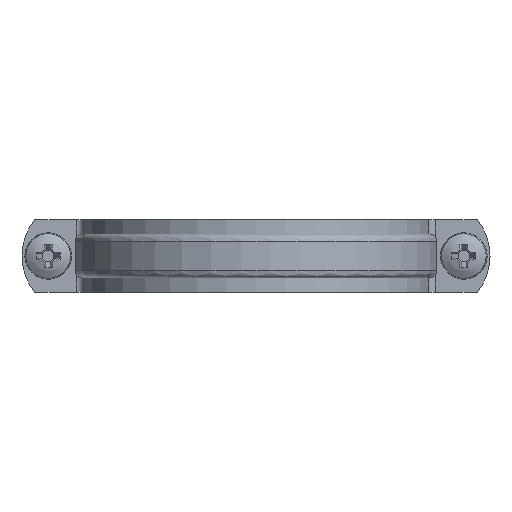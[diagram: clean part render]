
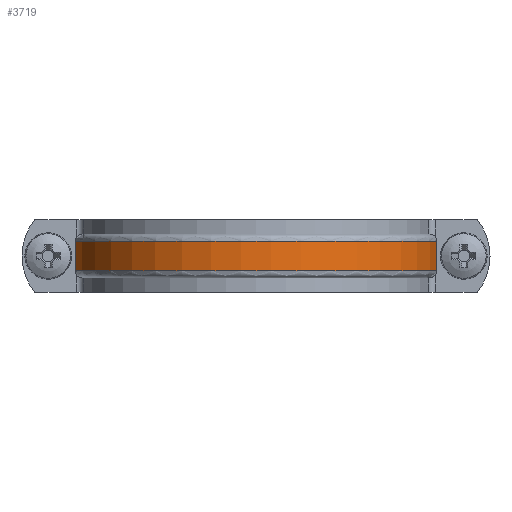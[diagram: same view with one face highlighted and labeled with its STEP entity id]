
A CAD part, front view. The second image highlights one B-rep face of the part: STEP entity #3719.
In plain terms, the highlighted cylindrical face has radius 63 mm (diameter 126 mm), a partial arc.
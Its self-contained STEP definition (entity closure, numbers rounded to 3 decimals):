
#3656=CARTESIAN_POINT('',(62.201,-10.,-5.0));
#3657=VERTEX_POINT('',#3656);
#3667=CARTESIAN_POINT('',(-62.201,-10.,-5.0));
#3668=VERTEX_POINT('',#3667);
#3669=CARTESIAN_POINT('',(0.0,0.0,-5.0));
#3670=DIRECTION('',(0.0,0.0,-1.0));
#3671=DIRECTION('',(0.,-1.0,0.0));
#3672=AXIS2_PLACEMENT_3D('',#3669,#3670,#3671);
#3673=CIRCLE('',#3672,63.);
#3674=EDGE_CURVE('',#3657,#3668,#3673,.T.);
#3688=CARTESIAN_POINT('',(0.0,0.0,0.));
#3689=DIRECTION('',(0.0,0.0,1.0));
#3690=DIRECTION('',(0.0,-1.0,0.0));
#3691=AXIS2_PLACEMENT_3D('',#3688,#3689,#3690);
#3692=CYLINDRICAL_SURFACE('',#3691,63.);
#3693=ORIENTED_EDGE('',*,*,#3674,.F.);
#3694=CARTESIAN_POINT('',(62.201,-10.,5.));
#3695=VERTEX_POINT('',#3694);
#3696=CARTESIAN_POINT('',(62.201,-10.,5.));
#3697=DIRECTION('',(0.0,0.0,-1.0));
#3698=VECTOR('',#3697,10.);
#3699=LINE('',#3696,#3698);
#3700=EDGE_CURVE('',#3695,#3657,#3699,.T.);
#3701=ORIENTED_EDGE('',*,*,#3700,.F.);
#3702=CARTESIAN_POINT('',(-62.201,-10.,5.));
#3703=VERTEX_POINT('',#3702);
#3704=CARTESIAN_POINT('',(0.0,0.0,5.));
#3705=DIRECTION('',(0.0,0.0,1.0));
#3706=DIRECTION('',(0.,-1.0,0.0));
#3707=AXIS2_PLACEMENT_3D('',#3704,#3705,#3706);
#3708=CIRCLE('',#3707,63.);
#3709=EDGE_CURVE('',#3703,#3695,#3708,.T.);
#3710=ORIENTED_EDGE('',*,*,#3709,.F.);
#3711=CARTESIAN_POINT('',(-62.201,-10.,-5.0));
#3712=DIRECTION('',(0.0,0.0,1.0));
#3713=VECTOR('',#3712,10.);
#3714=LINE('',#3711,#3713);
#3715=EDGE_CURVE('',#3668,#3703,#3714,.T.);
#3716=ORIENTED_EDGE('',*,*,#3715,.F.);
#3717=EDGE_LOOP('',(#3693,#3701,#3710,#3716));
#3718=FACE_OUTER_BOUND('',#3717,.T.);
#3719=ADVANCED_FACE('',(#3718),#3692,.T.);
